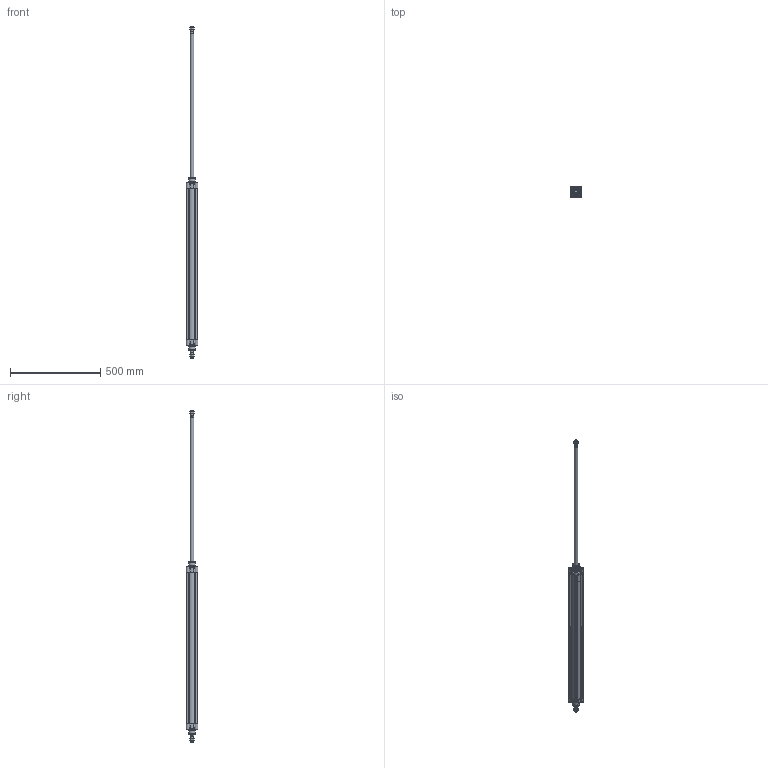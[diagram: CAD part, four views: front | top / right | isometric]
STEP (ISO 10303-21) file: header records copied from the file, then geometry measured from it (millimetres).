
FILE_DESCRIPTION(/* description */ (''),/* implementation_level */ '2;1');
FILE_NAME(/* name */ 'HDMP050.800.GS.M.stp',/* time_stamp */ '2021-03-10T08:53:55+01:00',/* author */ ('carlo.corazza'),/* organization */ (''),/* preprocessor_version */ 'ST-DEVELOPER v18.1',/* originating_system */ 'Autodesk Inventor 2020',/* authorisation */ '');
FILE_SCHEMA (('AUTOMOTIVE_DESIGN { 1 0 10303 214 3 1 1 }'));
Length unit declared in the file: millimetre
Products named in the file (6): HDMP050.800.GS.M; TA H050; CORPO-800; STELO H050-800; STELO H050 _ POST-800; 29.2016.000.0
Assembly tree (7 placements, depth 2):
  HDMP050.800.GS.M
    TA H050  x2
    CORPO-800
    STELO H050-800
    29.2016.000.0  x2
    STELO H050 _ POST-800
Bounding box: 64.99 x 64.97 x 1844 mm (x, y, z)
Volume: 1490564.6 mm3; surface area: 715339.8 mm2
Topology: 7 solids, 21 shells, 1142 faces, 2859 edges, 1819 vertices
Faces by surface type: plane 408, cylinder 279, bspline 180, cone 137, torus 92, sphere 46
Full cylindrical faces by diameter (mm): 1.479 x2, 2.8 x2, 6.647 x8, 8 x8, 8.3 x8, 9 x2, 10 x2, 11.445 x2, 13 x8, 13.3 x8, 13.5 x2, 14.376 x2, 16 x2, 19.5 x2, 20 x4, 20.5 x2, 20.8 x2, 20.847 x2, 24 x2, 30 x4, 38 x2, 40 x2, 50 x3
Entity records: 24216 total; most frequent: CARTESIAN_POINT 6997, ORIENTED_EDGE 3444, DIRECTION 3433, EDGE_CURVE 1722, AXIS2_PLACEMENT_3D 1318, VERTEX_POINT 1120, LINE 797, VECTOR 797
